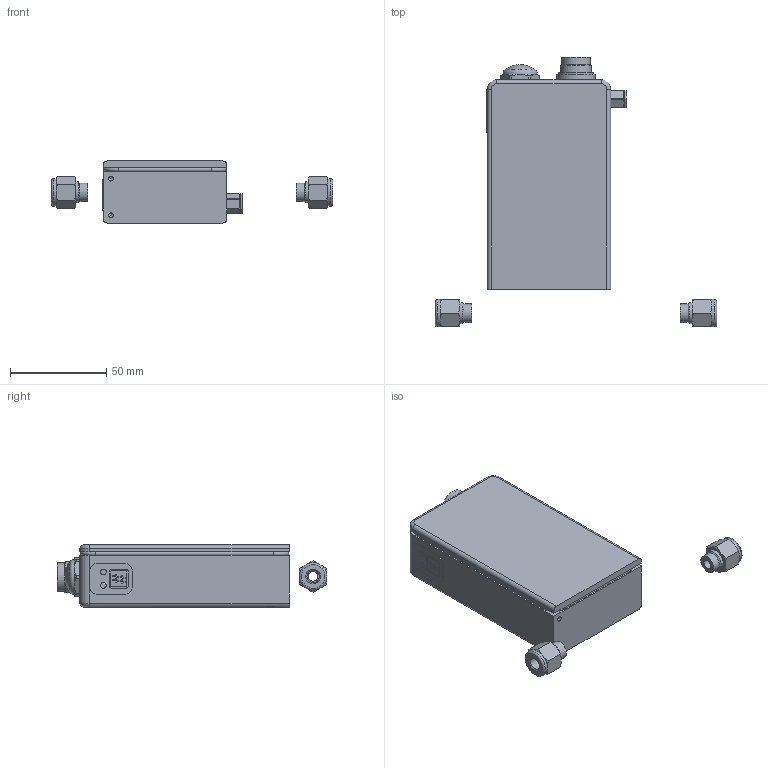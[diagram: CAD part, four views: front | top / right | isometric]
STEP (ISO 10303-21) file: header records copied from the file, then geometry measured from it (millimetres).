
FILE_DESCRIPTION(/* description */ (''),/* implementation_level */ '2;1');
FILE_NAME(/* name */ 'M12V14I-Ann-22-n-n.stp',/* time_stamp */ '2021-09-02T08:25:27+02:00',/* author */ ('Marleen'),/* organization */ (''),/* preprocessor_version */ 'ST-DEVELOPER v18.1',/* originating_system */ 'Autodesk Inventor 2021',/* authorisation */ '');
FILE_SCHEMA (('AUTOMOTIVE_DESIGN { 1 0 10303 214 3 1 1 }'));
Length unit declared in the file: millimetre
Products named in the file (1): Part6
Bounding box: 145.8 x 139.84 x 32.14 mm (x, y, z)
Volume: 229167.7 mm3; surface area: 32137.2 mm2
Topology: 4 solids, 6 shells, 344 faces, 841 edges, 542 vertices
Faces by surface type: plane 169, cylinder 94, cone 40, torus 32, sphere 8, bspline 1
Full cylindrical faces by diameter (mm): 1 x8, 2.459 x2, 3 x2, 3.2 x1, 3.7 x1, 4.6 x1, 4.917 x1, 5 x2, 5.5 x4, 5.73 x1, 6 x4, 6.4 x3, 6.917 x2, 9.5 x2, 10.8 x2, 11.989 x1, 14.275 x2, 14.5 x1, 15 x1, 16 x2, 18 x1, 18.1 x1, 20 x1
Entity records: 20479 total; most frequent: CARTESIAN_POINT 4674, ORIENTED_EDGE 3252, DIRECTION 3159, EDGE_CURVE 1626, AXIS2_PLACEMENT_3D 1153, VERTEX_POINT 1065, LINE 853, VECTOR 853
